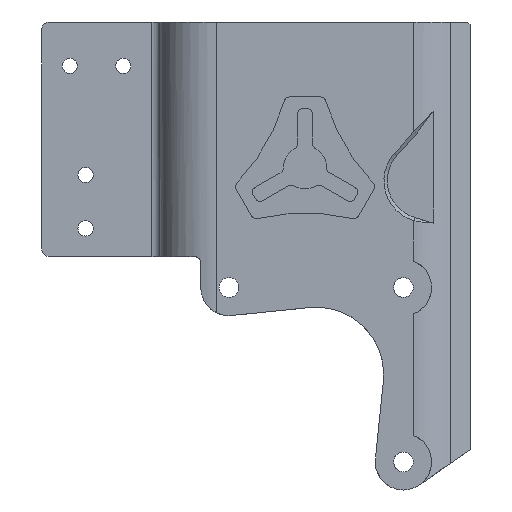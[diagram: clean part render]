
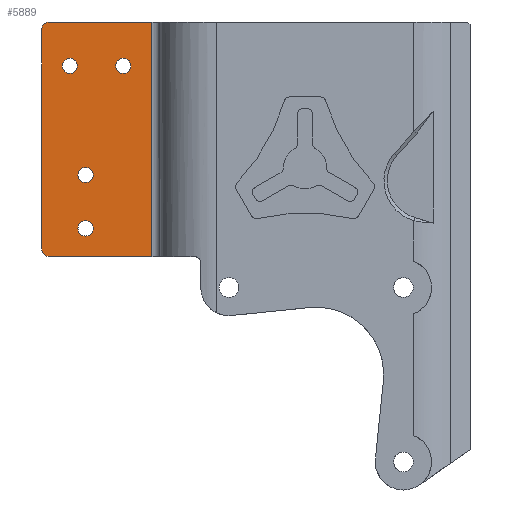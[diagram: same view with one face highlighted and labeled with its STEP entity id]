
A CAD part, left-side view. The second image highlights one B-rep face of the part: STEP entity #5889.
In plain terms, the highlighted planar face has unit normal (-1, 0, 0).
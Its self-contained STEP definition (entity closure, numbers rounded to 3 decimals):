
#24 = DIRECTION ( 'NONE',  ( 1., 0., 0. ) ) ;
#222 = AXIS2_PLACEMENT_3D ( 'NONE', #8193, #7491, #2368 ) ;
#258 = CIRCLE ( 'NONE', #980, 1.4 ) ;
#314 = EDGE_LOOP ( 'NONE', ( #5174, #4589, #5673, #1848, #3594, #1272 ) ) ;
#365 = EDGE_CURVE ( 'NONE', #5668, #2020, #4050, .T. ) ;
#461 = DIRECTION ( 'NONE',  ( 1., 0., 0. ) ) ;
#532 = CARTESIAN_POINT ( 'NONE',  ( 1.75, 34.1, -49.15 ) ) ;
#542 = DIRECTION ( 'NONE',  ( 1., 0., 0. ) ) ;
#582 = DIRECTION ( 'NONE',  ( 0., -1., 0. ) ) ;
#666 = VERTEX_POINT ( 'NONE', #3272 ) ;
#764 = CIRCLE ( 'NONE', #5572, 1.35 ) ;
#980 = AXIS2_PLACEMENT_3D ( 'NONE', #7973, #1638, #6717 ) ;
#1002 = EDGE_CURVE ( 'NONE', #666, #7079, #6744, .T. ) ;
#1005 = ORIENTED_EDGE ( 'NONE', *, *, #5784, .T. ) ;
#1047 = VERTEX_POINT ( 'NONE', #1126 ) ;
#1126 = CARTESIAN_POINT ( 'NONE',  ( 1.75, 43.6, -46.45 ) ) ;
#1150 = CIRCLE ( 'NONE', #6671, 1.4 ) ;
#1157 = DIRECTION ( 'NONE',  ( 0., -1., 0. ) ) ;
#1185 = CARTESIAN_POINT ( 'NONE',  ( 1.75, 43.6, -47.8 ) ) ;
#1234 = VERTEX_POINT ( 'NONE', #1702 ) ;
#1270 = CARTESIAN_POINT ( 'NONE',  ( 1.75, 40.8, -78.055 ) ) ;
#1272 = ORIENTED_EDGE ( 'NONE', *, *, #6725, .T. ) ;
#1331 = CARTESIAN_POINT ( 'NONE',  ( 1.75, 40.8, -67.205 ) ) ;
#1391 = AXIS2_PLACEMENT_3D ( 'NONE', #1331, #2026, #3301 ) ;
#1561 = FACE_BOUND ( 'NONE', #6079, .T. ) ;
#1638 = DIRECTION ( 'NONE',  ( -1., 0., 0. ) ) ;
#1655 = FACE_BOUND ( 'NONE', #5877, .T. ) ;
#1686 = CARTESIAN_POINT ( 'NONE',  ( 1.75, 40.8, -65.855 ) ) ;
#1702 = CARTESIAN_POINT ( 'NONE',  ( 1.75, 47.2, -81.705 ) ) ;
#1815 = CARTESIAN_POINT ( 'NONE',  ( 1.75, 28.995, -40. ) ) ;
#1820 = CIRCLE ( 'NONE', #5777, 1.35 ) ;
#1848 = ORIENTED_EDGE ( 'NONE', *, *, #3012, .T. ) ;
#2020 = VERTEX_POINT ( 'NONE', #1270 ) ;
#2026 = DIRECTION ( 'NONE',  ( 1., 0., 0. ) ) ;
#2037 = VECTOR ( 'NONE', #4277, 1000. ) ;
#2179 = CARTESIAN_POINT ( 'NONE',  ( 1.75, 47.2, -40. ) ) ;
#2313 = CIRCLE ( 'NONE', #8140, 1.35 ) ;
#2368 = DIRECTION ( 'NONE',  ( 0., -1., 0. ) ) ;
#2531 = VECTOR ( 'NONE', #4944, 1000. ) ;
#2550 = LINE ( 'NONE', #2891, #2757 ) ;
#2575 = CARTESIAN_POINT ( 'NONE',  ( 1.75, 43.6, -47.8 ) ) ;
#2649 = CARTESIAN_POINT ( 'NONE',  ( 1.75, 34.1, -47.8 ) ) ;
#2692 = ORIENTED_EDGE ( 'NONE', *, *, #4787, .T. ) ;
#2726 = ORIENTED_EDGE ( 'NONE', *, *, #3437, .T. ) ;
#2729 = CARTESIAN_POINT ( 'NONE',  ( 1.75, 48.6, -80.305 ) ) ;
#2757 = VECTOR ( 'NONE', #2912, 1000. ) ;
#2891 = CARTESIAN_POINT ( 'NONE',  ( 1.75, 48.6, -104.861 ) ) ;
#2912 = DIRECTION ( 'NONE',  ( 0., 0., 1. ) ) ;
#2969 = EDGE_CURVE ( 'NONE', #4423, #1234, #8213, .T. ) ;
#3012 = EDGE_CURVE ( 'NONE', #4671, #8042, #1150, .T. ) ;
#3065 = CARTESIAN_POINT ( 'NONE',  ( 1.75, 40.8, -76.705 ) ) ;
#3204 = EDGE_CURVE ( 'NONE', #4671, #7616, #3805, .T. ) ;
#3272 = CARTESIAN_POINT ( 'NONE',  ( 1.75, 40.8, -68.555 ) ) ;
#3301 = DIRECTION ( 'NONE',  ( 0., -1., 0. ) ) ;
#3321 = DIRECTION ( 'NONE',  ( 1., 0., 0. ) ) ;
#3401 = EDGE_CURVE ( 'NONE', #4423, #7616, #6715, .T. ) ;
#3437 = EDGE_CURVE ( 'NONE', #2020, #5668, #5808, .T. ) ;
#3594 = ORIENTED_EDGE ( 'NONE', *, *, #5278, .F. ) ;
#3621 = CARTESIAN_POINT ( 'NONE',  ( 1.75, 48.6, -41.4 ) ) ;
#3680 = CARTESIAN_POINT ( 'NONE',  ( 1.75, 34.1, -46.45 ) ) ;
#3768 = PLANE ( 'NONE',  #7413 ) ;
#3805 = LINE ( 'NONE', #7192, #5708 ) ;
#3869 = AXIS2_PLACEMENT_3D ( 'NONE', #1185, #542, #7011 ) ;
#4050 = CIRCLE ( 'NONE', #4133, 1.35 ) ;
#4133 = AXIS2_PLACEMENT_3D ( 'NONE', #6768, #4253, #5514 ) ;
#4253 = DIRECTION ( 'NONE',  ( 1., 0., 0. ) ) ;
#4269 = CARTESIAN_POINT ( 'NONE',  ( 1.75, 34.1, -47.8 ) ) ;
#4277 = DIRECTION ( 'NONE',  ( 0., 1., 0. ) ) ;
#4393 = CARTESIAN_POINT ( 'NONE',  ( 1.75, 43.6, -49.15 ) ) ;
#4412 = FACE_OUTER_BOUND ( 'NONE', #314, .T. ) ;
#4423 = VERTEX_POINT ( 'NONE', #7690 ) ;
#4447 = CARTESIAN_POINT ( 'NONE',  ( 1.75, 40.8, -75.355 ) ) ;
#4480 = EDGE_CURVE ( 'NONE', #6316, #7458, #2313, .T. ) ;
#4589 = ORIENTED_EDGE ( 'NONE', *, *, #3401, .T. ) ;
#4671 = VERTEX_POINT ( 'NONE', #2179 ) ;
#4723 = EDGE_LOOP ( 'NONE', ( #5490, #2692 ) ) ;
#4774 = ORIENTED_EDGE ( 'NONE', *, *, #6006, .T. ) ;
#4787 = EDGE_CURVE ( 'NONE', #7458, #6316, #1820, .T. ) ;
#4944 = DIRECTION ( 'NONE',  ( 0., 0., 1. ) ) ;
#5000 = DIRECTION ( 'NONE',  ( 1., 0., 0. ) ) ;
#5013 = CIRCLE ( 'NONE', #1391, 1.35 ) ;
#5174 = ORIENTED_EDGE ( 'NONE', *, *, #2969, .F. ) ;
#5278 = EDGE_CURVE ( 'NONE', #8199, #8042, #2550, .T. ) ;
#5487 = EDGE_LOOP ( 'NONE', ( #1005, #4774 ) ) ;
#5490 = ORIENTED_EDGE ( 'NONE', *, *, #4480, .T. ) ;
#5514 = DIRECTION ( 'NONE',  ( 0., -1., 0. ) ) ;
#5528 = DIRECTION ( 'NONE',  ( 0., -1., 0. ) ) ;
#5572 = AXIS2_PLACEMENT_3D ( 'NONE', #2575, #24, #5802 ) ;
#5668 = VERTEX_POINT ( 'NONE', #4447 ) ;
#5673 = ORIENTED_EDGE ( 'NONE', *, *, #3204, .F. ) ;
#5703 = DIRECTION ( 'NONE',  ( 0., -1., 0. ) ) ;
#5708 = VECTOR ( 'NONE', #7807, 1000. ) ;
#5740 = DIRECTION ( 'NONE',  ( -1., 0., 0. ) ) ;
#5777 = AXIS2_PLACEMENT_3D ( 'NONE', #4269, #461, #5528 ) ;
#5784 = EDGE_CURVE ( 'NONE', #6900, #1047, #5922, .T. ) ;
#5802 = DIRECTION ( 'NONE',  ( 0., -1., 0. ) ) ;
#5808 = CIRCLE ( 'NONE', #6740, 1.35 ) ;
#5822 = FACE_BOUND ( 'NONE', #5487, .T. ) ;
#5877 = EDGE_LOOP ( 'NONE', ( #2726, #6759 ) ) ;
#5889 = ADVANCED_FACE ( 'NONE', ( #5822, #1561, #1655, #6317, #4412 ), #3768, .T. ) ;
#5922 = CIRCLE ( 'NONE', #3869, 1.35 ) ;
#6006 = EDGE_CURVE ( 'NONE', #1047, #6900, #764, .T. ) ;
#6079 = EDGE_LOOP ( 'NONE', ( #6612, #7319 ) ) ;
#6316 = VERTEX_POINT ( 'NONE', #532 ) ;
#6317 = FACE_BOUND ( 'NONE', #4723, .T. ) ;
#6434 = DIRECTION ( 'NONE',  ( 0., -1., 0. ) ) ;
#6454 = EDGE_CURVE ( 'NONE', #7079, #666, #5013, .T. ) ;
#6612 = ORIENTED_EDGE ( 'NONE', *, *, #1002, .T. ) ;
#6671 = AXIS2_PLACEMENT_3D ( 'NONE', #6992, #5740, #5703 ) ;
#6715 = LINE ( 'NONE', #1815, #2531 ) ;
#6717 = DIRECTION ( 'NONE',  ( 0., -1., 0. ) ) ;
#6725 = EDGE_CURVE ( 'NONE', #8199, #1234, #258, .T. ) ;
#6740 = AXIS2_PLACEMENT_3D ( 'NONE', #3065, #5000, #1157 ) ;
#6744 = CIRCLE ( 'NONE', #222, 1.35 ) ;
#6759 = ORIENTED_EDGE ( 'NONE', *, *, #365, .T. ) ;
#6768 = CARTESIAN_POINT ( 'NONE',  ( 1.75, 40.8, -76.705 ) ) ;
#6900 = VERTEX_POINT ( 'NONE', #4393 ) ;
#6992 = CARTESIAN_POINT ( 'NONE',  ( 1.75, 47.2, -41.4 ) ) ;
#7011 = DIRECTION ( 'NONE',  ( 0., -1., 0. ) ) ;
#7079 = VERTEX_POINT ( 'NONE', #1686 ) ;
#7192 = CARTESIAN_POINT ( 'NONE',  ( 1.75, 48.6, -40. ) ) ;
#7319 = ORIENTED_EDGE ( 'NONE', *, *, #6454, .T. ) ;
#7413 = AXIS2_PLACEMENT_3D ( 'NONE', #8252, #7519, #582 ) ;
#7458 = VERTEX_POINT ( 'NONE', #3680 ) ;
#7491 = DIRECTION ( 'NONE',  ( 1., 0., 0. ) ) ;
#7519 = DIRECTION ( 'NONE',  ( -1., 0., 0. ) ) ;
#7616 = VERTEX_POINT ( 'NONE', #7731 ) ;
#7690 = CARTESIAN_POINT ( 'NONE',  ( 1.75, 28.995, -81.705 ) ) ;
#7731 = CARTESIAN_POINT ( 'NONE',  ( 1.75, 28.995, -40. ) ) ;
#7807 = DIRECTION ( 'NONE',  ( 0., -1., 0. ) ) ;
#7973 = CARTESIAN_POINT ( 'NONE',  ( 1.75, 47.2, -80.305 ) ) ;
#8042 = VERTEX_POINT ( 'NONE', #3621 ) ;
#8117 = CARTESIAN_POINT ( 'NONE',  ( 1.75, 48.6, -81.705 ) ) ;
#8140 = AXIS2_PLACEMENT_3D ( 'NONE', #2649, #3321, #6434 ) ;
#8193 = CARTESIAN_POINT ( 'NONE',  ( 1.75, 40.8, -67.205 ) ) ;
#8199 = VERTEX_POINT ( 'NONE', #2729 ) ;
#8213 = LINE ( 'NONE', #8117, #2037 ) ;
#8252 = CARTESIAN_POINT ( 'NONE',  ( 1.75, 48.6, -104.861 ) ) ;
